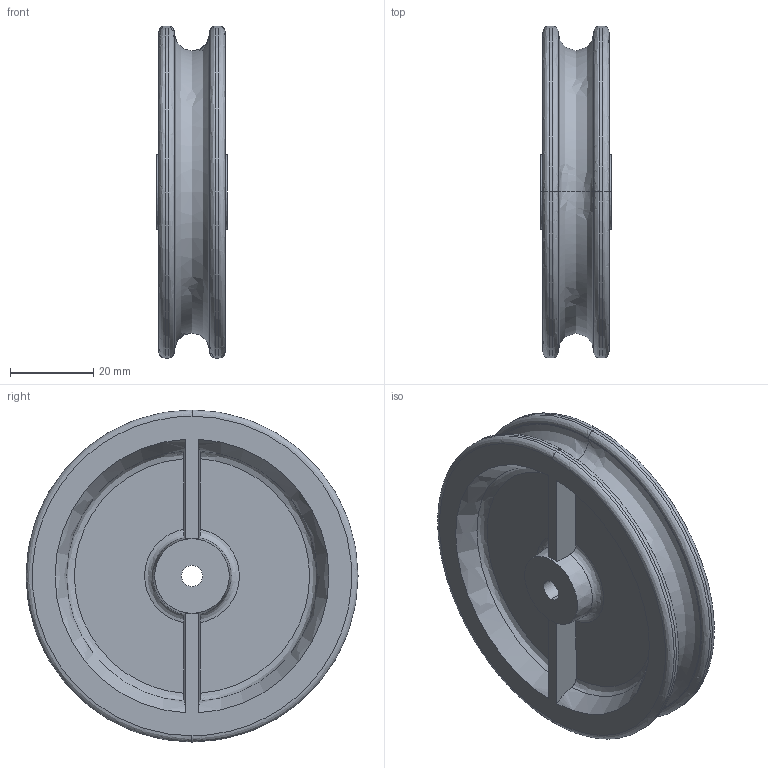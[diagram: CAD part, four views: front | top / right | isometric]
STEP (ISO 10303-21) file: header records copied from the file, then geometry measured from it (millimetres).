
FILE_DESCRIPTION (( 'STEP AP214' ), '1' );
FILE_NAME ('0016523.step', '2022-12-02T12:22:25', ( '' ), ( '' ), 'SwSTEP 2.0', 'SolidWorks 2020', '' );
FILE_SCHEMA (( 'AUTOMOTIVE_DESIGN' ));
Length unit declared in the file: millimetre
Products named in the file (1): 0016523
Bounding box: 17 x 80 x 80 mm (x, y, z)
Volume: 38771 mm3; surface area: 18099.4 mm2
Topology: 1 solids, 1 shells, 50 faces, 124 edges, 80 vertices
Faces by surface type: bspline 22, plane 18, cylinder 6, cone 4
Entity records: 3618 total; most frequent: CARTESIAN_POINT 2541, ORIENTED_EDGE 248, DIRECTION 176, EDGE_CURVE 124, VERTEX_POINT 80, AXIS2_PLACEMENT_3D 75, EDGE_LOOP 56, ADVANCED_FACE 50
